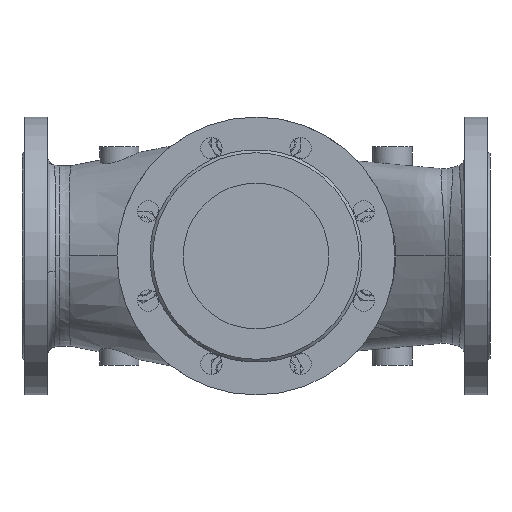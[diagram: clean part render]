
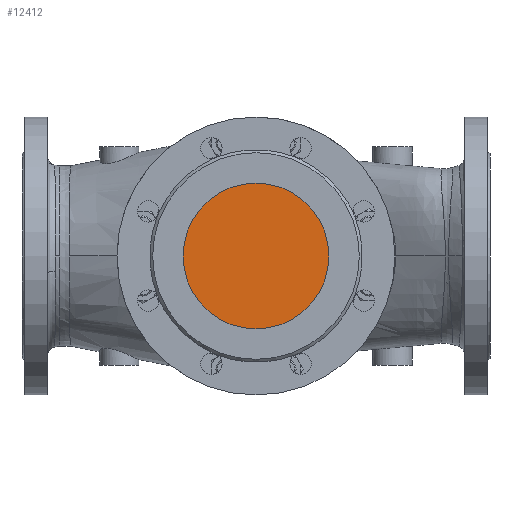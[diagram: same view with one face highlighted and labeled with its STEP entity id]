
A CAD part, front view. The second image highlights one B-rep face of the part: STEP entity #12412.
In plain terms, the highlighted planar face has unit normal (0, -1, 0).
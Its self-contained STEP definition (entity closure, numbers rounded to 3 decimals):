
#12211 = EDGE_CURVE ( 'NONE', #24321, #24314, #20202, .T. ) ;
#12412 = ADVANCED_FACE ( 'NONE', ( #27146 ), #27152, .T. ) ;
#15715 = EDGE_LOOP ( 'NONE', ( #208811, #208812 ) ) ;
#20202 = CIRCLE ( 'NONE', #20215, 75. ) ;
#20215 = AXIS2_PLACEMENT_3D ( 'NONE', #23525, #23528, #23531 ) ;
#21241 = AXIS2_PLACEMENT_3D ( 'NONE', #27137, #27159, #27162 ) ;
#23525 = CARTESIAN_POINT ( 'NONE',  ( 0., -272.664, 0. ) ) ;
#23528 = DIRECTION ( 'NONE',  ( 0., -1., 0. ) ) ;
#23531 = DIRECTION ( 'NONE',  ( 1., 0., 0. ) ) ;
#24314 = VERTEX_POINT ( 'NONE', #159877 ) ;
#24321 = VERTEX_POINT ( 'NONE', #159883 ) ;
#27137 = CARTESIAN_POINT ( 'NONE',  ( 0., -272.664, 0. ) ) ;
#27146 = FACE_OUTER_BOUND ( 'NONE', #15715, .T. ) ;
#27152 = PLANE ( 'NONE',  #21241 ) ;
#27159 = DIRECTION ( 'NONE',  ( 0., -1., 0. ) ) ;
#27162 = DIRECTION ( 'NONE',  ( 1., 0., 0. ) ) ;
#95638 = CARTESIAN_POINT ( 'NONE',  ( 0., -272.664, 0. ) ) ;
#95640 = DIRECTION ( 'NONE',  ( 0., -1., 0. ) ) ;
#95642 = DIRECTION ( 'NONE',  ( 1., 0., 0. ) ) ;
#159877 = CARTESIAN_POINT ( 'NONE',  ( -75., -272.664, 0. ) ) ;
#159883 = CARTESIAN_POINT ( 'NONE',  ( 75., -272.664, 0. ) ) ;
#161079 = EDGE_CURVE ( 'NONE', #24314, #24321, #182854, .T. ) ;
#182854 = CIRCLE ( 'NONE', #182869, 75. ) ;
#182869 = AXIS2_PLACEMENT_3D ( 'NONE', #95638, #95640, #95642 ) ;
#208811 = ORIENTED_EDGE ( 'NONE', *, *, #12211, .T. ) ;
#208812 = ORIENTED_EDGE ( 'NONE', *, *, #161079, .T. ) ;
